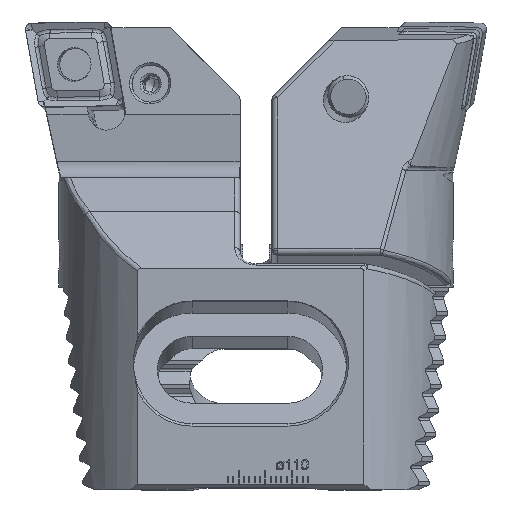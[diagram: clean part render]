
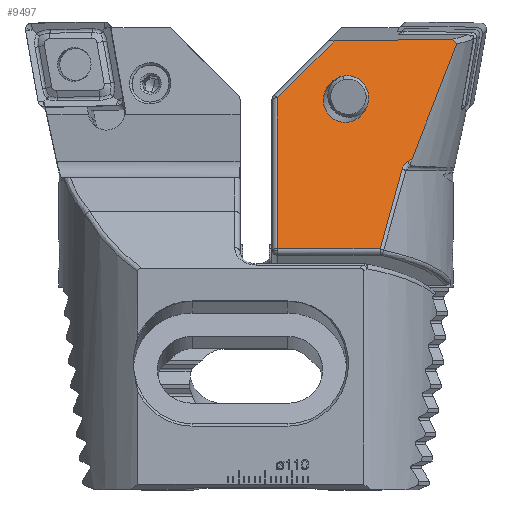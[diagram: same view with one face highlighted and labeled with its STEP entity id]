
A CAD part, top view. The second image highlights one B-rep face of the part: STEP entity #9497.
In plain terms, the highlighted face is planar.
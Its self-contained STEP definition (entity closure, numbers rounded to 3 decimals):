
#40 = CARTESIAN_POINT ( 'NONE',  ( 15.544, -26.77, -23.769 ) ) ;
#124 = EDGE_LOOP ( 'NONE', ( #7354, #17535 ) ) ;
#180 = CARTESIAN_POINT ( 'NONE',  ( 85.15, -1.612, -17.028 ) ) ;
#451 = ORIENTED_EDGE ( 'NONE', *, *, #7081, .T. ) ;
#467 = EDGE_CURVE ( 'NONE', #15242, #16064, #2978, .T. ) ;
#885 = CARTESIAN_POINT ( 'NONE',  ( 39.25, -1.612, -17.028 ) ) ;
#911 = VERTEX_POINT ( 'NONE', #11223 ) ;
#939 = CARTESIAN_POINT ( 'NONE',  ( 15.822, -27.307, -23.913 ) ) ;
#952 = CARTESIAN_POINT ( 'NONE',  ( 26.162, -9.885, -19.245 ) ) ;
#965 = CARTESIAN_POINT ( 'NONE',  ( 18.478, -37.8, -26.725 ) ) ;
#1170 = LINE ( 'NONE', #885, #18025 ) ;
#1253 = CARTESIAN_POINT ( 'NONE',  ( 14.513, -25.872, -23.529 ) ) ;
#1351 = CARTESIAN_POINT ( 'NONE',  ( 14.003, -25.532, -23.438 ) ) ;
#1405 = VERTEX_POINT ( 'NONE', #13928 ) ;
#1452 = ORIENTED_EDGE ( 'NONE', *, *, #2649, .T. ) ;
#1552 = CARTESIAN_POINT ( 'NONE',  ( 15.629, -26.897, -23.803 ) ) ;
#1844 = VECTOR ( 'NONE', #9209, 1000. ) ;
#2035 = VERTEX_POINT ( 'NONE', #8966 ) ;
#2138 = ORIENTED_EDGE ( 'NONE', *, *, #3449, .T. ) ;
#2417 = CARTESIAN_POINT ( 'NONE',  ( 39.25, -14.046, -20.36 ) ) ;
#2649 = EDGE_CURVE ( 'NONE', #4246, #11468, #11982, .T. ) ;
#2870 = CARTESIAN_POINT ( 'NONE',  ( 15.027, -26.212, -23.62 ) ) ;
#2978 = LINE ( 'NONE', #4662, #17246 ) ;
#3348 = ORIENTED_EDGE ( 'NONE', *, *, #3432, .F. ) ;
#3432 = EDGE_CURVE ( 'NONE', #15242, #15965, #6096, .T. ) ;
#3449 = EDGE_CURVE ( 'NONE', #911, #11463, #13708, .T. ) ;
#3490 = CARTESIAN_POINT ( 'NONE',  ( 85.106, -4.241, -17.733 ) ) ;
#3880 = CARTESIAN_POINT ( 'NONE',  ( 26.162, -9.885, -19.245 ) ) ;
#4123 = EDGE_CURVE ( 'NONE', #5045, #2035, #5532, .T. ) ;
#4225 = CARTESIAN_POINT ( 'NONE',  ( 5.843, -3.599, -17.561 ) ) ;
#4246 = VERTEX_POINT ( 'NONE', #5068 ) ;
#4399 = EDGE_CURVE ( 'NONE', #2035, #5045, #15198, .T. ) ;
#4626 = CARTESIAN_POINT ( 'NONE',  ( 28.57, -3.366, -17.498 ) ) ;
#4630 = ORIENTED_EDGE ( 'NONE', *, *, #12386, .T. ) ;
#4662 = CARTESIAN_POINT ( 'NONE',  ( 54.972, -29.768, -24.573 ) ) ;
#5045 = VERTEX_POINT ( 'NONE', #3880 ) ;
#5068 = CARTESIAN_POINT ( 'NONE',  ( 14.003, -25.532, -23.438 ) ) ;
#5261 = CARTESIAN_POINT ( 'NONE',  ( 39.25, -42.339, -27.941 ) ) ;
#5336 = CARTESIAN_POINT ( 'NONE',  ( 14.769, -26.041, -23.574 ) ) ;
#5438 = CARTESIAN_POINT ( 'NONE',  ( 17.7, -9.885, -19.245 ) ) ;
#5532 =( BOUNDED_CURVE ( )  B_SPLINE_CURVE ( 3, ( #10441, #10091, #14260, #8915 ),
 .UNSPECIFIED., .F., .F. ) 
 B_SPLINE_CURVE_WITH_KNOTS ( ( 4, 4 ),
 ( 0.29, 3.432 ),
 .UNSPECIFIED. ) 
 CURVE ( )  GEOMETRIC_REPRESENTATION_ITEM ( )  RATIONAL_B_SPLINE_CURVE ( ( 1., 0.333, 0.333, 1. ) ) 
 REPRESENTATION_ITEM ( '' )  );
#5760 = ORIENTED_EDGE ( 'NONE', *, *, #12648, .T. ) ;
#5762 = CARTESIAN_POINT ( 'NONE',  ( 15.767, -27.164, -23.875 ) ) ;
#5888 = DIRECTION ( 'NONE',  ( 0., -0.966, -0.259 ) ) ;
#6031 = DIRECTION ( 'NONE',  ( -1., 0., 0. ) ) ;
#6096 = LINE ( 'NONE', #3490, #1844 ) ;
#6633 = CARTESIAN_POINT ( 'NONE',  ( 15.857, -27.455, -23.953 ) ) ;
#6663 = CARTESIAN_POINT ( 'NONE',  ( 6.386, -3.023, -17.406 ) ) ;
#7081 = EDGE_CURVE ( 'NONE', #12456, #911, #10677, .T. ) ;
#7354 = ORIENTED_EDGE ( 'NONE', *, *, #4399, .F. ) ;
#7914 = B_SPLINE_CURVE_WITH_KNOTS ( 'NONE', 3,
 ( #8537, #4225, #17155, #9775 ),
 .UNSPECIFIED., .F., .F.,
 ( 4, 4 ),
 ( 0., 1. ),
 .UNSPECIFIED. ) ;
#8268 = CARTESIAN_POINT ( 'NONE',  ( 15.857, -27.455, -23.953 ) ) ;
#8334 = CARTESIAN_POINT ( 'NONE',  ( 5.572, -3.888, -17.638 ) ) ;
#8537 = CARTESIAN_POINT ( 'NONE',  ( 5.572, -3.888, -17.638 ) ) ;
#8821 = ORIENTED_EDGE ( 'NONE', *, *, #9861, .F. ) ;
#8915 = CARTESIAN_POINT ( 'NONE',  ( 26.577, -18.639, -21.591 ) ) ;
#8966 = CARTESIAN_POINT ( 'NONE',  ( 26.577, -18.639, -21.591 ) ) ;
#9209 = DIRECTION ( 'NONE',  ( -1., 0.015, 0.004 ) ) ;
#9497 = ADVANCED_FACE ( 'NONE', ( #17266, #13087 ), #11840, .F. ) ;
#9775 = CARTESIAN_POINT ( 'NONE',  ( 6.386, -3.023, -17.406 ) ) ;
#9861 = EDGE_CURVE ( 'NONE', #1405, #11463, #12590, .T. ) ;
#9887 = CARTESIAN_POINT ( 'NONE',  ( 14.769, -26.041, -23.574 ) ) ;
#10091 = CARTESIAN_POINT ( 'NONE',  ( 34.624, -9.885, -19.245 ) ) ;
#10441 = CARTESIAN_POINT ( 'NONE',  ( 26.162, -9.885, -19.245 ) ) ;
#10652 = B_SPLINE_CURVE_WITH_KNOTS ( 'NONE', 3,
 ( #9887, #1253, #12733, #1351 ),
 .UNSPECIFIED., .F., .F.,
 ( 4, 4 ),
 ( 0., 0.001 ),
 .UNSPECIFIED. ) ;
#10677 = LINE ( 'NONE', #16259, #13268 ) ;
#11223 = CARTESIAN_POINT ( 'NONE',  ( 19.949, -42.339, -27.941 ) ) ;
#11371 = AXIS2_PLACEMENT_3D ( 'NONE', #180, #16119, #5888 ) ;
#11463 = VERTEX_POINT ( 'NONE', #12723 ) ;
#11468 = VERTEX_POINT ( 'NONE', #18124 ) ;
#11840 = PLANE ( 'NONE',  #11371 ) ;
#11982 =( BOUNDED_CURVE ( )  B_SPLINE_CURVE ( 3, ( #18568, #16590, #12142, #8334 ),
 .UNSPECIFIED., .F., .F. ) 
 B_SPLINE_CURVE_WITH_KNOTS ( ( 4, 4 ),
 ( 4.103, 4.285 ),
 .UNSPECIFIED. ) 
 CURVE ( )  GEOMETRIC_REPRESENTATION_ITEM ( )  RATIONAL_B_SPLINE_CURVE ( ( 1., 0.997, 0.997, 1. ) ) 
 REPRESENTATION_ITEM ( '' )  );
#12142 = CARTESIAN_POINT ( 'NONE',  ( 8.288, -11.517, -19.682 ) ) ;
#12386 = EDGE_CURVE ( 'NONE', #1405, #4246, #10652, .T. ) ;
#12456 = VERTEX_POINT ( 'NONE', #5261 ) ;
#12590 = B_SPLINE_CURVE_WITH_KNOTS ( 'NONE', 3,
 ( #5336, #2870, #12854, #40, #1552, #5762, #939, #6633 ),
 .UNSPECIFIED., .F., .F.,
 ( 4, 2, 2, 4 ),
 ( 0., 0.001, 0.001, 0.002 ),
 .UNSPECIFIED. ) ;
#12616 = CARTESIAN_POINT ( 'NONE',  ( 18.114, -18.639, -21.591 ) ) ;
#12625 = CARTESIAN_POINT ( 'NONE',  ( 19.949, -42.339, -27.941 ) ) ;
#12648 = EDGE_CURVE ( 'NONE', #11468, #15965, #7914, .T. ) ;
#12723 = CARTESIAN_POINT ( 'NONE',  ( 15.857, -27.455, -23.953 ) ) ;
#12733 = CARTESIAN_POINT ( 'NONE',  ( 14.258, -25.703, -23.483 ) ) ;
#12854 = CARTESIAN_POINT ( 'NONE',  ( 15.256, -26.412, -23.673 ) ) ;
#13087 = FACE_BOUND ( 'NONE', #124, .T. ) ;
#13268 = VECTOR ( 'NONE', #6031, 1000. ) ;
#13371 = ORIENTED_EDGE ( 'NONE', *, *, #18234, .T. ) ;
#13708 =( BOUNDED_CURVE ( )  B_SPLINE_CURVE ( 3, ( #12625, #965, #18224, #8268 ),
 .UNSPECIFIED., .F., .F. ) 
 B_SPLINE_CURVE_WITH_KNOTS ( ( 4, 4 ),
 ( 3.832, 3.996 ),
 .UNSPECIFIED. ) 
 CURVE ( )  GEOMETRIC_REPRESENTATION_ITEM ( )  RATIONAL_B_SPLINE_CURVE ( ( 1., 0.998, 0.998, 1. ) ) 
 REPRESENTATION_ITEM ( '' )  );
#13879 = DIRECTION ( 'NONE',  ( 0., -0.966, -0.259 ) ) ;
#13928 = CARTESIAN_POINT ( 'NONE',  ( 14.769, -26.041, -23.574 ) ) ;
#14260 = CARTESIAN_POINT ( 'NONE',  ( 35.039, -18.639, -21.591 ) ) ;
#14473 = DIRECTION ( 'NONE',  ( 0.695, -0.695, -0.186 ) ) ;
#15198 =( BOUNDED_CURVE ( )  B_SPLINE_CURVE ( 3, ( #17062, #12616, #5438, #952 ),
 .UNSPECIFIED., .F., .F. ) 
 B_SPLINE_CURVE_WITH_KNOTS ( ( 4, 4 ),
 ( 3.432, 6.573 ),
 .UNSPECIFIED. ) 
 CURVE ( )  GEOMETRIC_REPRESENTATION_ITEM ( )  RATIONAL_B_SPLINE_CURVE ( ( 1., 0.333, 0.333, 1. ) ) 
 REPRESENTATION_ITEM ( '' )  );
#15242 = VERTEX_POINT ( 'NONE', #4626 ) ;
#15965 = VERTEX_POINT ( 'NONE', #6663 ) ;
#16064 = VERTEX_POINT ( 'NONE', #2417 ) ;
#16106 = ORIENTED_EDGE ( 'NONE', *, *, #467, .T. ) ;
#16119 = DIRECTION ( 'NONE',  ( 0., -0.259, 0.966 ) ) ;
#16259 = CARTESIAN_POINT ( 'NONE',  ( 85.15, -42.339, -27.941 ) ) ;
#16590 = CARTESIAN_POINT ( 'NONE',  ( 11.107, -18.752, -21.621 ) ) ;
#17062 = CARTESIAN_POINT ( 'NONE',  ( 26.577, -18.639, -21.591 ) ) ;
#17155 = CARTESIAN_POINT ( 'NONE',  ( 6.114, -3.311, -17.484 ) ) ;
#17246 = VECTOR ( 'NONE', #14473, 1000. ) ;
#17266 = FACE_OUTER_BOUND ( 'NONE', #18527, .T. ) ;
#17535 = ORIENTED_EDGE ( 'NONE', *, *, #4123, .F. ) ;
#18025 = VECTOR ( 'NONE', #13879, 1000. ) ;
#18124 = CARTESIAN_POINT ( 'NONE',  ( 5.572, -3.888, -17.638 ) ) ;
#18224 = CARTESIAN_POINT ( 'NONE',  ( 17.111, -32.828, -25.393 ) ) ;
#18234 = EDGE_CURVE ( 'NONE', #16064, #12456, #1170, .T. ) ;
#18527 = EDGE_LOOP ( 'NONE', ( #1452, #5760, #3348, #16106, #13371, #451, #2138, #8821, #4630 ) ) ;
#18568 = CARTESIAN_POINT ( 'NONE',  ( 14.003, -25.532, -23.438 ) ) ;
